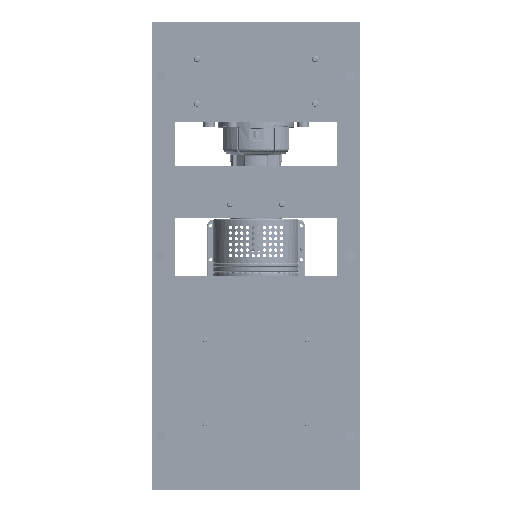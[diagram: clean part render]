
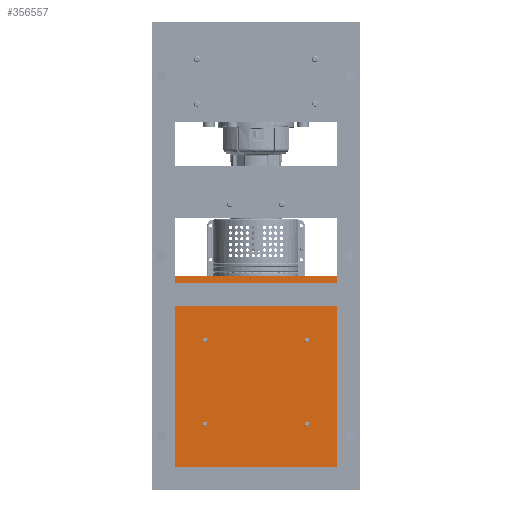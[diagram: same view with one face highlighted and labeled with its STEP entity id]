
A CAD part, front view. The second image highlights one B-rep face of the part: STEP entity #356557.
In plain terms, the highlighted planar face has unit normal (0, -1, 0).
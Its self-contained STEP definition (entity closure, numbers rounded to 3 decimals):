
#4184 = DIRECTION ( 'NONE',  ( 1., 0., 0. ) ) ;
#12010 = DIRECTION ( 'NONE',  ( 0., -1., 0. ) ) ;
#14768 = DIRECTION ( 'NONE',  ( 0., -1., 0. ) ) ;
#22458 = CIRCLE ( 'NONE', #51668, 0.205 ) ;
#23070 = EDGE_LOOP ( 'NONE', ( #202481, #31987 ) ) ;
#28350 = DIRECTION ( 'NONE',  ( 0., -1., 0. ) ) ;
#31987 = ORIENTED_EDGE ( 'NONE', *, *, #206579, .F. ) ;
#33413 = LINE ( 'NONE', #597547, #187427 ) ;
#51668 = AXIS2_PLACEMENT_3D ( 'NONE', #66956, #152495, #478777 ) ;
#59417 = AXIS2_PLACEMENT_3D ( 'NONE', #497966, #131982, #598571 ) ;
#63653 = AXIS2_PLACEMENT_3D ( 'NONE', #397324, #28350, #125836 ) ;
#63710 = CARTESIAN_POINT ( 'NONE',  ( -3.393, 0., 4.25 ) ) ;
#64965 = EDGE_LOOP ( 'NONE', ( #128150, #518663, #541690, #451234 ) ) ;
#66956 = CARTESIAN_POINT ( 'NONE',  ( 3.402, 0., -4.25 ) ) ;
#68553 = LINE ( 'NONE', #205823, #481428 ) ;
#73037 = VERTEX_POINT ( 'NONE', #411816 ) ;
#81413 = VERTEX_POINT ( 'NONE', #125415 ) ;
#86054 = VECTOR ( 'NONE', #87823, 39.37 ) ;
#87823 = DIRECTION ( 'NONE',  ( -1., 0., 0. ) ) ;
#100492 = CARTESIAN_POINT ( 'NONE',  ( -3.598, 0., 4.25 ) ) ;
#102845 = CIRCLE ( 'NONE', #63653, 0.205 ) ;
#112589 = EDGE_CURVE ( 'NONE', #418714, #503329, #295622, .T. ) ;
#123868 = EDGE_CURVE ( 'NONE', #362820, #456498, #22458, .T. ) ;
#125415 = CARTESIAN_POINT ( 'NONE',  ( -8.75, 0., -8.29 ) ) ;
#125836 = DIRECTION ( 'NONE',  ( 0., 0., 1. ) ) ;
#125934 = CARTESIAN_POINT ( 'NONE',  ( -3.598, 0., 4.25 ) ) ;
#127159 = LINE ( 'NONE', #313150, #391119 ) ;
#128150 = ORIENTED_EDGE ( 'NONE', *, *, #459967, .F. ) ;
#131982 = DIRECTION ( 'NONE',  ( 0., -1., 0. ) ) ;
#139885 = AXIS2_PLACEMENT_3D ( 'NONE', #246512, #14768, #200814 ) ;
#140091 = ORIENTED_EDGE ( 'NONE', *, *, #123868, .F. ) ;
#152495 = DIRECTION ( 'NONE',  ( 0., -1., 0. ) ) ;
#156935 = CIRCLE ( 'NONE', #59417, 0.205 ) ;
#186394 = FACE_OUTER_BOUND ( 'NONE', #64965, .T. ) ;
#187427 = VECTOR ( 'NONE', #274174, 39.37 ) ;
#193389 = VERTEX_POINT ( 'NONE', #232585 ) ;
#197125 = ORIENTED_EDGE ( 'NONE', *, *, #371135, .F. ) ;
#199894 = CARTESIAN_POINT ( 'NONE',  ( -3.803, 0., -4.25 ) ) ;
#200814 = DIRECTION ( 'NONE',  ( 0., 0., 1. ) ) ;
#202481 = ORIENTED_EDGE ( 'NONE', *, *, #542353, .F. ) ;
#205823 = CARTESIAN_POINT ( 'NONE',  ( 8.75, 0., -8.29 ) ) ;
#206579 = EDGE_CURVE ( 'NONE', #470262, #418996, #484811, .T. ) ;
#214216 = ORIENTED_EDGE ( 'NONE', *, *, #429840, .F. ) ;
#220937 = VERTEX_POINT ( 'NONE', #281917 ) ;
#228547 = CARTESIAN_POINT ( 'NONE',  ( 3.402, 0., -4.25 ) ) ;
#231077 = CARTESIAN_POINT ( 'NONE',  ( -8.75, 0., -8.29 ) ) ;
#232585 = CARTESIAN_POINT ( 'NONE',  ( -3.803, 0., 4.25 ) ) ;
#238555 = ORIENTED_EDGE ( 'NONE', *, *, #581656, .F. ) ;
#240115 = VERTEX_POINT ( 'NONE', #63710 ) ;
#242505 = CARTESIAN_POINT ( 'NONE',  ( 3.197, 0., -4.25 ) ) ;
#245641 = EDGE_CURVE ( 'NONE', #73037, #81413, #411062, .T. ) ;
#246512 = CARTESIAN_POINT ( 'NONE',  ( -3.598, 0., -4.25 ) ) ;
#264519 = ORIENTED_EDGE ( 'NONE', *, *, #571880, .F. ) ;
#266320 = EDGE_CURVE ( 'NONE', #81413, #355572, #33413, .T. ) ;
#272105 = EDGE_LOOP ( 'NONE', ( #140091, #238555 ) ) ;
#272617 = CARTESIAN_POINT ( 'NONE',  ( 3.197, 0., 4.25 ) ) ;
#274174 = DIRECTION ( 'NONE',  ( 0., 0., 1. ) ) ;
#277598 = AXIS2_PLACEMENT_3D ( 'NONE', #228547, #600633, #448232 ) ;
#281917 = CARTESIAN_POINT ( 'NONE',  ( 8.75, 0., 8.29 ) ) ;
#283839 = FACE_BOUND ( 'NONE', #23070, .T. ) ;
#285183 = EDGE_LOOP ( 'NONE', ( #579458, #264519 ) ) ;
#295622 = CIRCLE ( 'NONE', #139885, 0.205 ) ;
#313150 = CARTESIAN_POINT ( 'NONE',  ( -8.75, 0., 8.29 ) ) ;
#323592 = CARTESIAN_POINT ( 'NONE',  ( 0., 0., 0. ) ) ;
#326590 = DIRECTION ( 'NONE',  ( 0., 0., 1. ) ) ;
#329585 = FACE_BOUND ( 'NONE', #272105, .T. ) ;
#331535 = CARTESIAN_POINT ( 'NONE',  ( 3.607, 0., -4.25 ) ) ;
#335580 = PLANE ( 'NONE',  #574115 ) ;
#348437 = AXIS2_PLACEMENT_3D ( 'NONE', #516231, #470470, #467455 ) ;
#355572 = VERTEX_POINT ( 'NONE', #539541 ) ;
#356557 = ADVANCED_FACE ( 'NONE', ( #329585, #418121, #427130, #283839, #186394 ), #335580, .F. ) ;
#362820 = VERTEX_POINT ( 'NONE', #242505 ) ;
#371135 = EDGE_CURVE ( 'NONE', #193389, #240115, #478319, .T. ) ;
#383134 = CARTESIAN_POINT ( 'NONE',  ( -3.393, 0., -4.25 ) ) ;
#391119 = VECTOR ( 'NONE', #4184, 39.37 ) ;
#397324 = CARTESIAN_POINT ( 'NONE',  ( -3.598, 0., -4.25 ) ) ;
#411062 = LINE ( 'NONE', #231077, #86054 ) ;
#411816 = CARTESIAN_POINT ( 'NONE',  ( 8.75, 0., -8.29 ) ) ;
#418121 = FACE_BOUND ( 'NONE', #285183, .T. ) ;
#418714 = VERTEX_POINT ( 'NONE', #199894 ) ;
#418996 = VERTEX_POINT ( 'NONE', #272617 ) ;
#427130 = FACE_BOUND ( 'NONE', #547700, .T. ) ;
#429753 = DIRECTION ( 'NONE',  ( 0., 0., 1. ) ) ;
#429840 = EDGE_CURVE ( 'NONE', #240115, #193389, #515939, .T. ) ;
#437971 = AXIS2_PLACEMENT_3D ( 'NONE', #100492, #12010, #429753 ) ;
#448232 = DIRECTION ( 'NONE',  ( 0., 0., 1. ) ) ;
#451234 = ORIENTED_EDGE ( 'NONE', *, *, #245641, .F. ) ;
#452206 = DIRECTION ( 'NONE',  ( 0., -1., 0. ) ) ;
#456498 = VERTEX_POINT ( 'NONE', #331535 ) ;
#459967 = EDGE_CURVE ( 'NONE', #220937, #73037, #68553, .T. ) ;
#467455 = DIRECTION ( 'NONE',  ( 0., 0., 1. ) ) ;
#470262 = VERTEX_POINT ( 'NONE', #562792 ) ;
#470470 = DIRECTION ( 'NONE',  ( 0., -1., 0. ) ) ;
#474331 = DIRECTION ( 'NONE',  ( 0., 0., -1. ) ) ;
#478319 = CIRCLE ( 'NONE', #556234, 0.205 ) ;
#478777 = DIRECTION ( 'NONE',  ( 0., 0., 1. ) ) ;
#481428 = VECTOR ( 'NONE', #474331, 39.37 ) ;
#482247 = CIRCLE ( 'NONE', #277598, 0.205 ) ;
#484811 = CIRCLE ( 'NONE', #348437, 0.205 ) ;
#497966 = CARTESIAN_POINT ( 'NONE',  ( 3.402, 0., 4.25 ) ) ;
#503329 = VERTEX_POINT ( 'NONE', #383134 ) ;
#513021 = DIRECTION ( 'NONE',  ( 0., 0., 1. ) ) ;
#515678 = DIRECTION ( 'NONE',  ( 0., 1., 0. ) ) ;
#515939 = CIRCLE ( 'NONE', #437971, 0.205 ) ;
#516231 = CARTESIAN_POINT ( 'NONE',  ( 3.402, 0., 4.25 ) ) ;
#518663 = ORIENTED_EDGE ( 'NONE', *, *, #537237, .F. ) ;
#537237 = EDGE_CURVE ( 'NONE', #355572, #220937, #127159, .T. ) ;
#539541 = CARTESIAN_POINT ( 'NONE',  ( -8.75, 0., 8.29 ) ) ;
#541690 = ORIENTED_EDGE ( 'NONE', *, *, #266320, .F. ) ;
#542353 = EDGE_CURVE ( 'NONE', #418996, #470262, #156935, .T. ) ;
#547700 = EDGE_LOOP ( 'NONE', ( #197125, #214216 ) ) ;
#556234 = AXIS2_PLACEMENT_3D ( 'NONE', #125934, #452206, #513021 ) ;
#562792 = CARTESIAN_POINT ( 'NONE',  ( 3.607, 0., 4.25 ) ) ;
#571880 = EDGE_CURVE ( 'NONE', #503329, #418714, #102845, .T. ) ;
#574115 = AXIS2_PLACEMENT_3D ( 'NONE', #323592, #515678, #326590 ) ;
#579458 = ORIENTED_EDGE ( 'NONE', *, *, #112589, .F. ) ;
#581656 = EDGE_CURVE ( 'NONE', #456498, #362820, #482247, .T. ) ;
#597547 = CARTESIAN_POINT ( 'NONE',  ( -8.75, 0., -8.29 ) ) ;
#598571 = DIRECTION ( 'NONE',  ( 0., 0., 1. ) ) ;
#600633 = DIRECTION ( 'NONE',  ( 0., -1., 0. ) ) ;
